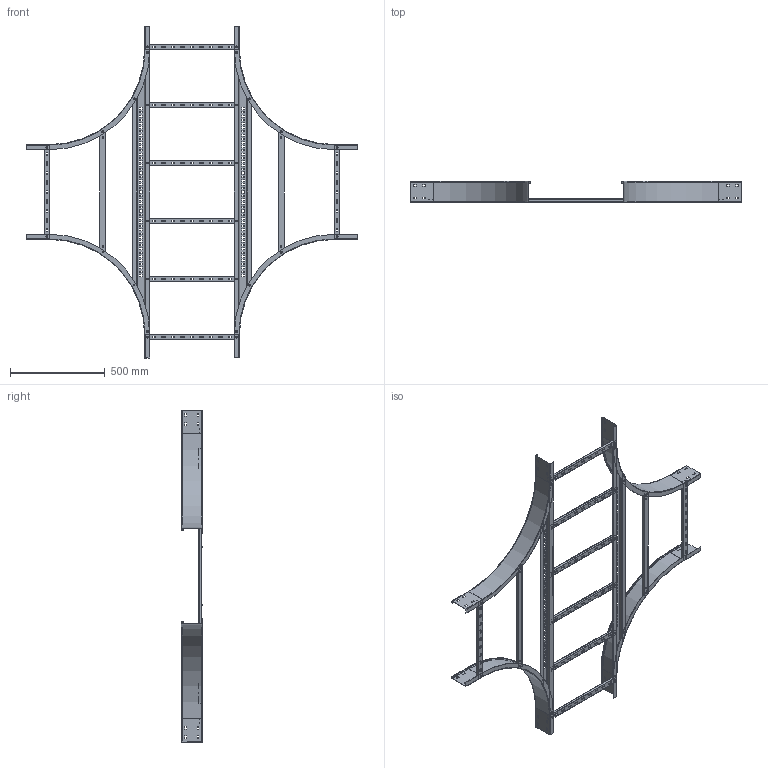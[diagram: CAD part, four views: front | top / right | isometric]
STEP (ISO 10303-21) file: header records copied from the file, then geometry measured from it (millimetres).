
FILE_DESCRIPTION (( 'STEP AP214' ), '1' );
FILE_NAME ('6219688.STEP', '2020-05-08T11:27:41', ( '' ), ( '' ), 'SwSTEP 2.0', 'SolidWorks 2018', '' );
FILE_SCHEMA (( 'AUTOMOTIVE_DESIGN' ));
Length unit declared in the file: millimetre
Products named in the file (10): 131594_NB0500; 131591_110x27xR500; 131595_NB0500; 6219688; 131571_L=495 (NB=500); KTS 14.041-005_3.00mm; KTS 14.041-005_3.5mm
Assembly tree (42 placements, depth 2):
  6219688
    131591_110x27xR500
    131591_110x27xR500
    131591_110x27xR500
    131591_110x27xR500
    131594_NB0500  x2
    131571_L=495 (NB=500)  x8
    131595_NB0500  x2
    KTS 14.041-005_3.00mm  x14
    KTS 14.041-005_3.5mm  x12
Bounding box: 1750 x 111.6 x 1750 mm (x, y, z)
Volume: 2028563.7 mm3; surface area: 2570973.4 mm2
Topology: 42 solids, 42 shells, 2314 faces, 6252 edges, 4048 vertices
Faces by surface type: plane 1134, cylinder 988, torus 120, cone 52, bspline 20
Entity records: 36120 total; most frequent: CARTESIAN_POINT 6639, DIRECTION 5828, ORIENTED_EDGE 5636, EDGE_CURVE 2818, AXIS2_PLACEMENT_3D 1997, LINE 1834, VECTOR 1834, VERTEX_POINT 1832
